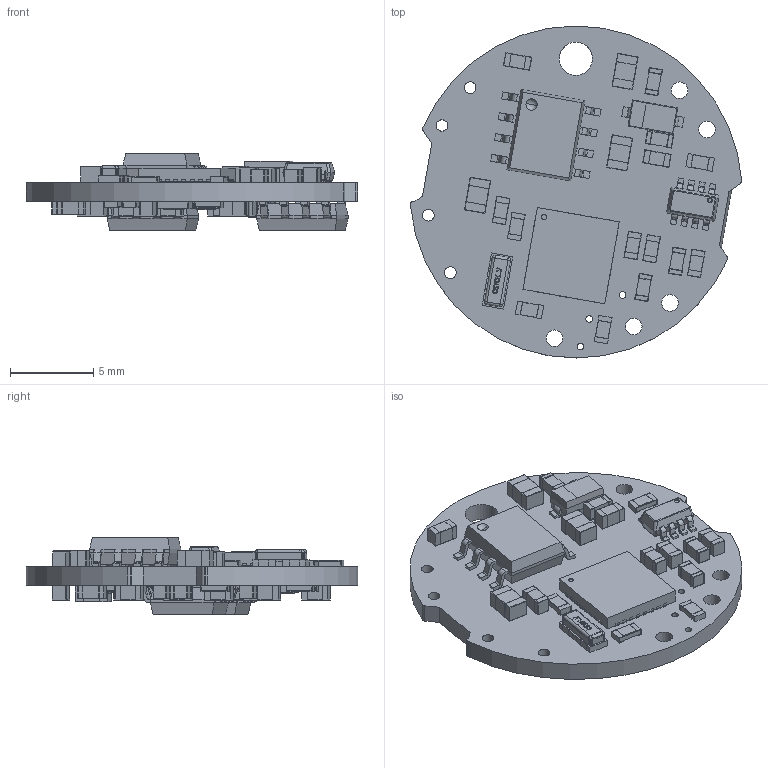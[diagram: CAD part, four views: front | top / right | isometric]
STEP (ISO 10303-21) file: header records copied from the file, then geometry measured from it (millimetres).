
FILE_DESCRIPTION(('Open CASCADE Model'),'2;1');
FILE_NAME('Open CASCADE Shape Model','2017-04-28T12:43:12',('Author'),( 'Open CASCADE'),'Open CASCADE STEP processor 6.8','Open CASCADE 6.8' ,'Unknown');
FILE_SCHEMA(('AUTOMOTIVE_DESIGN { 1 0 10303 214 1 1 1 1 }'));
Products named in the file (1): PCB
Bounding box: 19.92 x 19.98 x 4.62 mm (x, y, z)
Volume: 345.7 mm3; surface area: 1478.2 mm2
Topology: 51 solids, 2042 shells, 3196 faces, 12272 edges, 10822 vertices
Faces by surface type: plane 1988, cylinder 856, bspline 336, sphere 14, cone 2
Full cylindrical faces by diameter (mm): 0.4 x3, 0.7 x4, 1 x5, 2 x1
Entity records: 146331 total; most frequent: CARTESIAN_POINT 31147, DIRECTION 20396, ORIENTED_EDGE 14614, EDGE_CURVE 11936, VERTEX_POINT 10822, LINE 9054, VECTOR 9054, AXIS2_PLACEMENT_3D 5671
